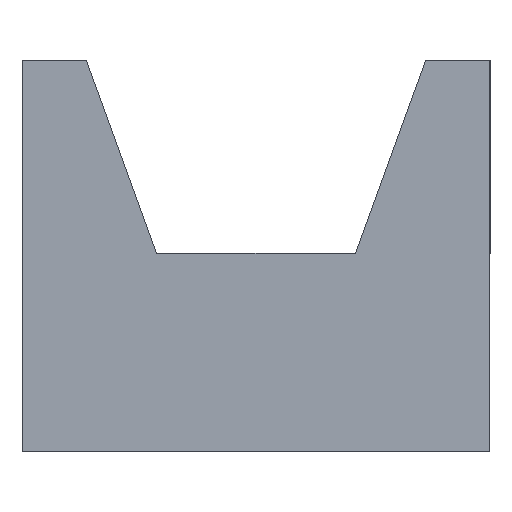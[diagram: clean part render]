
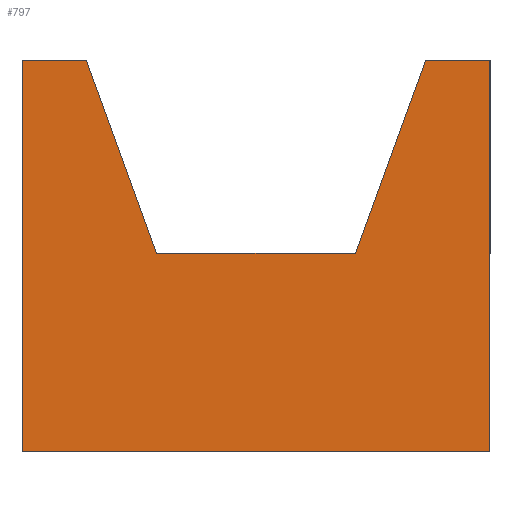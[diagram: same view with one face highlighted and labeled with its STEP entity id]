
A CAD part, front view. The second image highlights one B-rep face of the part: STEP entity #797.
In plain terms, the highlighted planar face has unit normal (0, -1, 0).
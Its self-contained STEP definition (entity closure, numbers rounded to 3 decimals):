
#9 = VECTOR ( 'NONE', #1768, 1000. ) ;
#34 = VERTEX_POINT ( 'NONE', #921 ) ;
#74 = VECTOR ( 'NONE', #581, 1000. ) ;
#174 = EDGE_CURVE ( 'NONE', #1774, #701, #1791, .T. ) ;
#315 = CARTESIAN_POINT ( 'NONE',  ( -40., -65., 2. ) ) ;
#344 = VECTOR ( 'NONE', #1947, 1000. ) ;
#399 = DIRECTION ( 'NONE',  ( 1., 0., 0. ) ) ;
#408 = DIRECTION ( 'NONE',  ( 0., 0., -1. ) ) ;
#436 = DIRECTION ( 'NONE',  ( -0.342, 0., 0.94 ) ) ;
#480 = LINE ( 'NONE', #822, #1875 ) ;
#499 = CARTESIAN_POINT ( 'NONE',  ( -40., -65., 67. ) ) ;
#500 = CARTESIAN_POINT ( 'NONE',  ( 40., -65., 34. ) ) ;
#539 = ORIENTED_EDGE ( 'NONE', *, *, #1675, .F. ) ;
#581 = DIRECTION ( 'NONE',  ( 1., 0., 0. ) ) ;
#585 = LINE ( 'NONE', #2053, #1171 ) ;
#665 = CARTESIAN_POINT ( 'NONE',  ( -40., -65., 67. ) ) ;
#685 = DIRECTION ( 'NONE',  ( 0., 1., 0. ) ) ;
#696 = CARTESIAN_POINT ( 'NONE',  ( -40., -65., 0. ) ) ;
#701 = VERTEX_POINT ( 'NONE', #2310 ) ;
#726 = VERTEX_POINT ( 'NONE', #696 ) ;
#750 = CARTESIAN_POINT ( 'NONE',  ( -29., -65., 67. ) ) ;
#797 = ADVANCED_FACE ( 'NONE', ( #915 ), #2372, .F. ) ;
#822 = CARTESIAN_POINT ( 'NONE',  ( 9.396, -65., 13.139 ) ) ;
#848 = EDGE_CURVE ( 'NONE', #34, #912, #1862, .T. ) ;
#912 = VERTEX_POINT ( 'NONE', #750 ) ;
#915 = FACE_OUTER_BOUND ( 'NONE', #1308, .T. ) ;
#921 = CARTESIAN_POINT ( 'NONE',  ( -16.989, -65., 34. ) ) ;
#947 = CARTESIAN_POINT ( 'NONE',  ( 40., -65., 0. ) ) ;
#950 = LINE ( 'NONE', #1728, #74 ) ;
#955 = ORIENTED_EDGE ( 'NONE', *, *, #174, .F. ) ;
#962 = EDGE_CURVE ( 'NONE', #701, #1767, #585, .T. ) ;
#1006 = CARTESIAN_POINT ( 'NONE',  ( 40., -65., 0. ) ) ;
#1091 = AXIS2_PLACEMENT_3D ( 'NONE', #1459, #685, #1649 ) ;
#1171 = VECTOR ( 'NONE', #408, 1000. ) ;
#1308 = EDGE_LOOP ( 'NONE', ( #955, #1985, #1341, #2254, #539, #2237, #1419, #2060 ) ) ;
#1341 = ORIENTED_EDGE ( 'NONE', *, *, #1451, .F. ) ;
#1381 = EDGE_CURVE ( 'NONE', #1815, #726, #1415, .T. ) ;
#1415 = LINE ( 'NONE', #315, #9 ) ;
#1419 = ORIENTED_EDGE ( 'NONE', *, *, #2029, .T. ) ;
#1451 = EDGE_CURVE ( 'NONE', #34, #1477, #2305, .T. ) ;
#1459 = CARTESIAN_POINT ( 'NONE',  ( 40., -65., 2. ) ) ;
#1477 = VERTEX_POINT ( 'NONE', #1608 ) ;
#1480 = CARTESIAN_POINT ( 'NONE',  ( -0.038, -65., -12.573 ) ) ;
#1498 = EDGE_CURVE ( 'NONE', #1774, #1477, #480, .T. ) ;
#1582 = DIRECTION ( 'NONE',  ( 1., 0., 0. ) ) ;
#1608 = CARTESIAN_POINT ( 'NONE',  ( 16.989, -65., 34. ) ) ;
#1649 = DIRECTION ( 'NONE',  ( 0., 0., 1. ) ) ;
#1675 = EDGE_CURVE ( 'NONE', #1815, #912, #950, .T. ) ;
#1728 = CARTESIAN_POINT ( 'NONE',  ( -40., -65., 67. ) ) ;
#1767 = VERTEX_POINT ( 'NONE', #1006 ) ;
#1768 = DIRECTION ( 'NONE',  ( 0., 0., -1. ) ) ;
#1774 = VERTEX_POINT ( 'NONE', #1967 ) ;
#1791 = LINE ( 'NONE', #499, #1944 ) ;
#1815 = VERTEX_POINT ( 'NONE', #665 ) ;
#1862 = LINE ( 'NONE', #1480, #2046 ) ;
#1875 = VECTOR ( 'NONE', #2163, 1000. ) ;
#1876 = LINE ( 'NONE', #947, #2301 ) ;
#1944 = VECTOR ( 'NONE', #1582, 1000. ) ;
#1947 = DIRECTION ( 'NONE',  ( 1., 0., 0. ) ) ;
#1967 = CARTESIAN_POINT ( 'NONE',  ( 29., -65., 67. ) ) ;
#1985 = ORIENTED_EDGE ( 'NONE', *, *, #1498, .T. ) ;
#2029 = EDGE_CURVE ( 'NONE', #726, #1767, #1876, .T. ) ;
#2046 = VECTOR ( 'NONE', #436, 1000. ) ;
#2053 = CARTESIAN_POINT ( 'NONE',  ( 40., -65., 2. ) ) ;
#2060 = ORIENTED_EDGE ( 'NONE', *, *, #962, .F. ) ;
#2163 = DIRECTION ( 'NONE',  ( -0.342, 0., -0.94 ) ) ;
#2237 = ORIENTED_EDGE ( 'NONE', *, *, #1381, .T. ) ;
#2254 = ORIENTED_EDGE ( 'NONE', *, *, #848, .T. ) ;
#2301 = VECTOR ( 'NONE', #399, 1000. ) ;
#2305 = LINE ( 'NONE', #500, #344 ) ;
#2310 = CARTESIAN_POINT ( 'NONE',  ( 40., -65., 67. ) ) ;
#2372 = PLANE ( 'NONE',  #1091 ) ;
